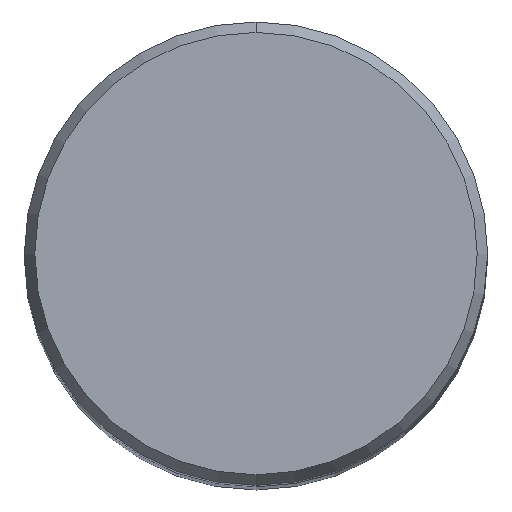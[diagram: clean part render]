
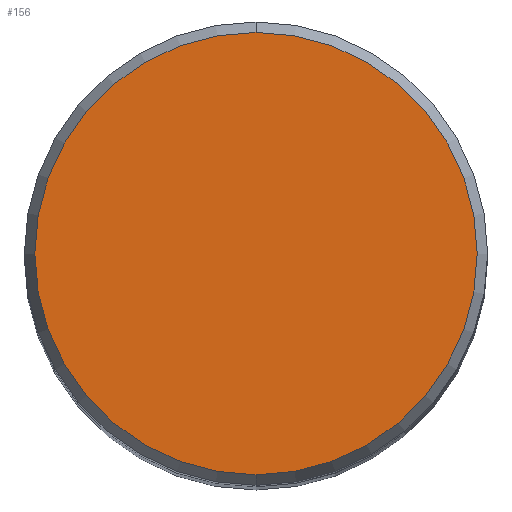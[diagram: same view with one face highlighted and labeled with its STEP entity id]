
A CAD part, top view. The second image highlights one B-rep face of the part: STEP entity #156.
In plain terms, the highlighted planar face has unit normal (0, 0, 1).
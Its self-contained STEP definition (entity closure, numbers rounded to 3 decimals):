
#110=EDGE_CURVE('',#168,#158,#233,.T.);
#152=EDGE_CURVE('',#158,#168,#282,.T.);
#156=ADVANCED_FACE('',(#286),#287,.T.);
#158=VERTEX_POINT('',#289);
#168=VERTEX_POINT('',#301);
#233=CIRCLE('',#369,24.255);
#282=CIRCLE('',#429,24.255);
#286=FACE_OUTER_BOUND('',#433,.T.);
#287=PLANE('',#434);
#289=CARTESIAN_POINT('',(0.0,24.255,0.01));
#301=CARTESIAN_POINT('',(0.,-24.255,0.01));
#369=AXIS2_PLACEMENT_3D('',#505,#506,#507);
#429=AXIS2_PLACEMENT_3D('',#564,#565,#566);
#433=EDGE_LOOP('',(#568,#569));
#434=AXIS2_PLACEMENT_3D('',#570,#571,#572);
#505=CARTESIAN_POINT('',(0.0,0.0,0.01));
#506=DIRECTION('',(0.0,0.0,-1.0));
#507=DIRECTION('',(0.0,1.0,0.0));
#564=CARTESIAN_POINT('',(0.0,0.0,0.01));
#565=DIRECTION('',(0.0,0.0,-1.0));
#566=DIRECTION('',(0.0,1.0,0.0));
#568=ORIENTED_EDGE('',*,*,#152,.F.);
#569=ORIENTED_EDGE('',*,*,#110,.F.);
#570=CARTESIAN_POINT('',(0.0,12.127,0.01));
#571=DIRECTION('',(-0.0,0.0,1.0));
#572=DIRECTION('',(0.0,-1.0,0.0));
